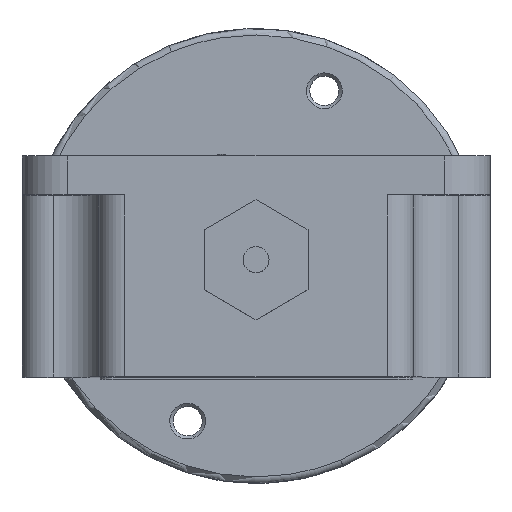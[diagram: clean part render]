
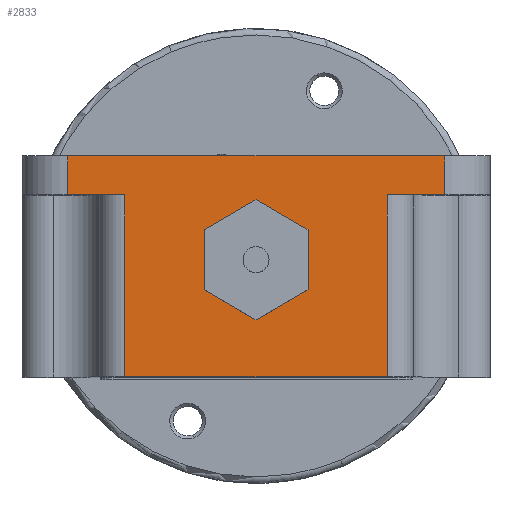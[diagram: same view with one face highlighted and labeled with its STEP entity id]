
A CAD part, top view. The second image highlights one B-rep face of the part: STEP entity #2833.
In plain terms, the highlighted planar face has unit normal (0, 0, 1).
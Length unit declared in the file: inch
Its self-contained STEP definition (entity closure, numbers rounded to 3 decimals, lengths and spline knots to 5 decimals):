
#22 = CARTESIAN_POINT ( 'NONE',  ( 0.23622, 0.00461, 3.34646 ) ) ;
#26 = LINE ( 'NONE', #2389, #4761 ) ;
#94 = LINE ( 'NONE', #685, #5516 ) ;
#296 = VERTEX_POINT ( 'NONE', #7621 ) ;
#434 = DIRECTION ( 'NONE',  ( 0., 1., 0. ) ) ;
#633 = CIRCLE ( 'NONE', #4149, 0.23622 ) ;
#672 = CARTESIAN_POINT ( 'NONE',  ( -1.14173, 0.63453, 3.34646 ) ) ;
#682 = ORIENTED_EDGE ( 'NONE', *, *, #3953, .T. ) ;
#685 = CARTESIAN_POINT ( 'NONE',  ( -1.14173, 0.63453, 3.34646 ) ) ;
#814 = DIRECTION ( 'NONE',  ( 0., 1., 0. ) ) ;
#818 = ORIENTED_EDGE ( 'NONE', *, *, #1313, .T. ) ;
#845 = VECTOR ( 'NONE', #814, 39.37008 ) ;
#913 = DIRECTION ( 'NONE',  ( -1., 0., 0. ) ) ;
#1086 = DIRECTION ( 'NONE',  ( 1., 0., 0. ) ) ;
#1098 = ORIENTED_EDGE ( 'NONE', *, *, #4461, .T. ) ;
#1192 = VERTEX_POINT ( 'NONE', #6504 ) ;
#1238 = VECTOR ( 'NONE', #1577, 39.37008 ) ;
#1240 = VECTOR ( 'NONE', #2353, 39.37008 ) ;
#1313 = EDGE_CURVE ( 'NONE', #1915, #5170, #4315, .T. ) ;
#1393 = VERTEX_POINT ( 'NONE', #7719 ) ;
#1577 = DIRECTION ( 'NONE',  ( 0., -1., 0. ) ) ;
#1832 = DIRECTION ( 'NONE',  ( 0., -1., 0. ) ) ;
#1910 = ORIENTED_EDGE ( 'NONE', *, *, #4516, .F. ) ;
#1915 = VERTEX_POINT ( 'NONE', #22 ) ;
#1962 = EDGE_CURVE ( 'NONE', #5170, #1915, #633, .T. ) ;
#1996 = VECTOR ( 'NONE', #434, 39.37008 ) ;
#2108 = CARTESIAN_POINT ( 'NONE',  ( 1.14173, 0.39831, 3.34646 ) ) ;
#2238 = DIRECTION ( 'NONE',  ( 1., 0., 0. ) ) ;
#2320 = CARTESIAN_POINT ( 'NONE',  ( -1.41732, 0.63453, 3.34646 ) ) ;
#2344 = LINE ( 'NONE', #5807, #3637 ) ;
#2353 = DIRECTION ( 'NONE',  ( 1., 0., 0. ) ) ;
#2389 = CARTESIAN_POINT ( 'NONE',  ( 0., 0.63453, 3.34646 ) ) ;
#2676 = CARTESIAN_POINT ( 'NONE',  ( -0.79536, 0.63453, 3.34646 ) ) ;
#2743 = EDGE_CURVE ( 'NONE', #6668, #5032, #7110, .T. ) ;
#2833 = ADVANCED_FACE ( 'NONE', ( #2903, #5302 ), #7711, .T. ) ;
#2891 = CARTESIAN_POINT ( 'NONE',  ( -0.23622, 0.00461, 3.34646 ) ) ;
#2903 = FACE_BOUND ( 'NONE', #5821, .T. ) ;
#2967 = DIRECTION ( 'NONE',  ( 0., 0., -1. ) ) ;
#2972 = DIRECTION ( 'NONE',  ( 1., 0., 0. ) ) ;
#3103 = ORIENTED_EDGE ( 'NONE', *, *, #6919, .T. ) ;
#3268 = LINE ( 'NONE', #2676, #1238 ) ;
#3341 = ORIENTED_EDGE ( 'NONE', *, *, #7070, .T. ) ;
#3347 = CARTESIAN_POINT ( 'NONE',  ( 0., 0.00461, 3.34646 ) ) ;
#3404 = ORIENTED_EDGE ( 'NONE', *, *, #1962, .T. ) ;
#3419 = CARTESIAN_POINT ( 'NONE',  ( -1.41732, 0.39831, 3.34646 ) ) ;
#3514 = CARTESIAN_POINT ( 'NONE',  ( 0., 0.00461, 3.34646 ) ) ;
#3637 = VECTOR ( 'NONE', #1086, 39.37008 ) ;
#3761 = VERTEX_POINT ( 'NONE', #672 ) ;
#3953 = EDGE_CURVE ( 'NONE', #5032, #6487, #4674, .T. ) ;
#4076 = CARTESIAN_POINT ( 'NONE',  ( -1.41732, -0.70405, 3.34646 ) ) ;
#4149 = AXIS2_PLACEMENT_3D ( 'NONE', #3514, #2967, #4652 ) ;
#4162 = LINE ( 'NONE', #4076, #1240 ) ;
#4292 = CARTESIAN_POINT ( 'NONE',  ( 0.79536, 0.39831, 3.34646 ) ) ;
#4315 = CIRCLE ( 'NONE', #5328, 0.23622 ) ;
#4422 = EDGE_CURVE ( 'NONE', #1192, #7638, #2344, .T. ) ;
#4461 = EDGE_CURVE ( 'NONE', #3761, #1192, #94, .T. ) ;
#4481 = DIRECTION ( 'NONE',  ( 0., 0., -1. ) ) ;
#4511 = CARTESIAN_POINT ( 'NONE',  ( 0.79536, 0.63453, 3.34646 ) ) ;
#4516 = EDGE_CURVE ( 'NONE', #3761, #6487, #26, .T. ) ;
#4652 = DIRECTION ( 'NONE',  ( -1., 0., 0. ) ) ;
#4674 = LINE ( 'NONE', #4751, #1996 ) ;
#4707 = DIRECTION ( 'NONE',  ( 0., 0., 1. ) ) ;
#4751 = CARTESIAN_POINT ( 'NONE',  ( 1.14173, 0.63453, 3.34646 ) ) ;
#4761 = VECTOR ( 'NONE', #2972, 39.37008 ) ;
#5032 = VERTEX_POINT ( 'NONE', #2108 ) ;
#5170 = VERTEX_POINT ( 'NONE', #2891 ) ;
#5279 = CARTESIAN_POINT ( 'NONE',  ( -0.79536, 0.39831, 3.34646 ) ) ;
#5302 = FACE_OUTER_BOUND ( 'NONE', #7127, .T. ) ;
#5328 = AXIS2_PLACEMENT_3D ( 'NONE', #3347, #4481, #913 ) ;
#5516 = VECTOR ( 'NONE', #1832, 39.37008 ) ;
#5539 = DIRECTION ( 'NONE',  ( 1., 0., 0. ) ) ;
#5569 = ORIENTED_EDGE ( 'NONE', *, *, #2743, .T. ) ;
#5805 = EDGE_CURVE ( 'NONE', #7638, #1393, #3268, .T. ) ;
#5807 = CARTESIAN_POINT ( 'NONE',  ( -1.41732, 0.39831, 3.34646 ) ) ;
#5821 = EDGE_LOOP ( 'NONE', ( #3404, #818 ) ) ;
#6027 = ORIENTED_EDGE ( 'NONE', *, *, #4422, .T. ) ;
#6285 = AXIS2_PLACEMENT_3D ( 'NONE', #2320, #4707, #5539 ) ;
#6487 = VERTEX_POINT ( 'NONE', #7171 ) ;
#6504 = CARTESIAN_POINT ( 'NONE',  ( -1.14173, 0.39831, 3.34646 ) ) ;
#6668 = VERTEX_POINT ( 'NONE', #4292 ) ;
#6788 = VECTOR ( 'NONE', #2238, 39.37008 ) ;
#6919 = EDGE_CURVE ( 'NONE', #296, #6668, #7499, .T. ) ;
#7070 = EDGE_CURVE ( 'NONE', #1393, #296, #4162, .T. ) ;
#7110 = LINE ( 'NONE', #3419, #6788 ) ;
#7127 = EDGE_LOOP ( 'NONE', ( #3341, #3103, #5569, #682, #1910, #1098, #6027, #7509 ) ) ;
#7171 = CARTESIAN_POINT ( 'NONE',  ( 1.14173, 0.63453, 3.34646 ) ) ;
#7499 = LINE ( 'NONE', #4511, #845 ) ;
#7509 = ORIENTED_EDGE ( 'NONE', *, *, #5805, .T. ) ;
#7621 = CARTESIAN_POINT ( 'NONE',  ( 0.79536, -0.70405, 3.34646 ) ) ;
#7638 = VERTEX_POINT ( 'NONE', #5279 ) ;
#7711 = PLANE ( 'NONE',  #6285 ) ;
#7719 = CARTESIAN_POINT ( 'NONE',  ( -0.79536, -0.70405, 3.34646 ) ) ;
